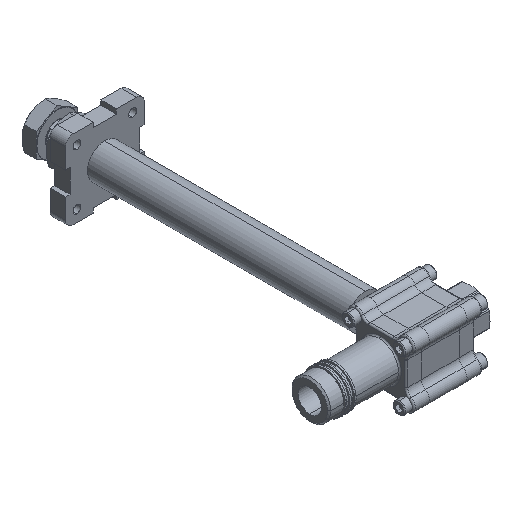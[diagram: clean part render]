
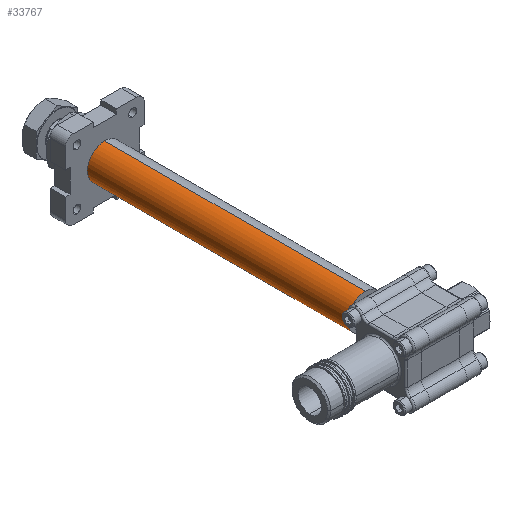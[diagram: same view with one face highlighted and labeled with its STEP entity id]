
A CAD part, isometric view. The second image highlights one B-rep face of the part: STEP entity #33767.
In plain terms, the highlighted cylindrical face has radius 11.267 mm (diameter 22.533 mm), a partial arc.
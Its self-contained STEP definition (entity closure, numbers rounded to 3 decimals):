
#1062 = EDGE_CURVE ( 'NONE', #81047, #84814, #42895, .T. ) ;
#1810 = CARTESIAN_POINT ( 'NONE',  ( 0., 32.17, -11.267 ) ) ;
#4979 = AXIS2_PLACEMENT_3D ( 'NONE', #84465, #39890, #46483 ) ;
#9397 = CARTESIAN_POINT ( 'NONE',  ( 0., 0., -11.267 ) ) ;
#10593 = VECTOR ( 'NONE', #22582, 1000. ) ;
#13444 = DIRECTION ( 'NONE',  ( 0., -1., 0. ) ) ;
#14499 = ORIENTED_EDGE ( 'NONE', *, *, #92428, .F. ) ;
#14606 = EDGE_LOOP ( 'NONE', ( #78172, #58129, #22126, #14499 ) ) ;
#14745 = CIRCLE ( 'NONE', #4979, 11.267 ) ;
#16602 = DIRECTION ( 'NONE',  ( 0., 0., -1. ) ) ;
#22126 = ORIENTED_EDGE ( 'NONE', *, *, #28607, .T. ) ;
#22582 = DIRECTION ( 'NONE',  ( 0., -1., 0. ) ) ;
#25694 = FACE_OUTER_BOUND ( 'NONE', #14606, .T. ) ;
#28607 = EDGE_CURVE ( 'NONE', #32964, #93744, #91999, .T. ) ;
#32964 = VERTEX_POINT ( 'NONE', #72545 ) ;
#33767 = ADVANCED_FACE ( 'NONE', ( #25694 ), #72798, .T. ) ;
#39890 = DIRECTION ( 'NONE',  ( 0., -1., 0. ) ) ;
#42895 = LINE ( 'NONE', #83369, #98431 ) ;
#46045 = DIRECTION ( 'NONE',  ( 0., -1., 0. ) ) ;
#46483 = DIRECTION ( 'NONE',  ( 0., 0., -1. ) ) ;
#47048 = DIRECTION ( 'NONE',  ( 0., 0., -1. ) ) ;
#54573 = CARTESIAN_POINT ( 'NONE',  ( 0., 32.17, 11.267 ) ) ;
#56812 = CIRCLE ( 'NONE', #87549, 11.267 ) ;
#58129 = ORIENTED_EDGE ( 'NONE', *, *, #75940, .T. ) ;
#72545 = CARTESIAN_POINT ( 'NONE',  ( 0., 201., -11.267 ) ) ;
#72798 = CYLINDRICAL_SURFACE ( 'NONE', #75371, 11.267 ) ;
#72806 = CARTESIAN_POINT ( 'NONE',  ( 0., 201., 11.267 ) ) ;
#75371 = AXIS2_PLACEMENT_3D ( 'NONE', #78414, #87018, #16602 ) ;
#75940 = EDGE_CURVE ( 'NONE', #81047, #32964, #14745, .T. ) ;
#78172 = ORIENTED_EDGE ( 'NONE', *, *, #1062, .F. ) ;
#78414 = CARTESIAN_POINT ( 'NONE',  ( 0., 0., 0. ) ) ;
#81047 = VERTEX_POINT ( 'NONE', #72806 ) ;
#83369 = CARTESIAN_POINT ( 'NONE',  ( 0., 0., 11.267 ) ) ;
#84465 = CARTESIAN_POINT ( 'NONE',  ( 0., 201., 0. ) ) ;
#84814 = VERTEX_POINT ( 'NONE', #54573 ) ;
#87018 = DIRECTION ( 'NONE',  ( 0., -1., 0. ) ) ;
#87549 = AXIS2_PLACEMENT_3D ( 'NONE', #99725, #46045, #47048 ) ;
#91999 = LINE ( 'NONE', #9397, #10593 ) ;
#92428 = EDGE_CURVE ( 'NONE', #84814, #93744, #56812, .T. ) ;
#93744 = VERTEX_POINT ( 'NONE', #1810 ) ;
#98431 = VECTOR ( 'NONE', #13444, 1000. ) ;
#99725 = CARTESIAN_POINT ( 'NONE',  ( 0., 32.17, 0. ) ) ;
